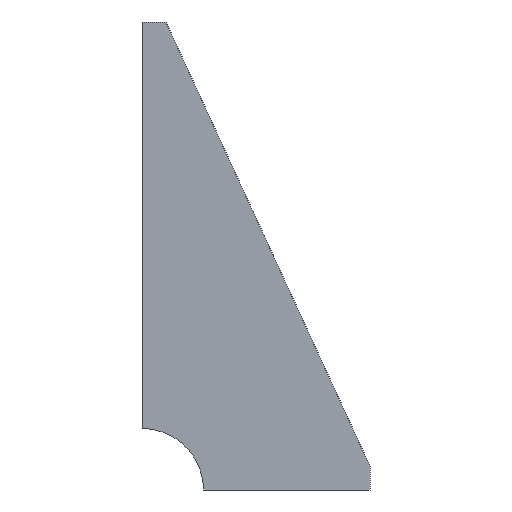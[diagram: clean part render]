
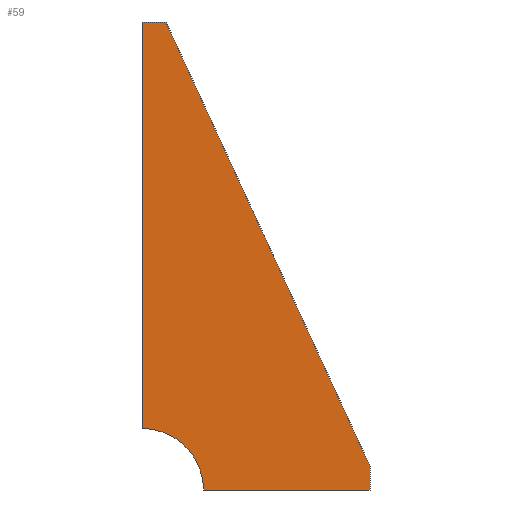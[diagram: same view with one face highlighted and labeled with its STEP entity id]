
A CAD part, left-side view. The second image highlights one B-rep face of the part: STEP entity #59.
In plain terms, the highlighted planar face has unit normal (-1, 0, 0).
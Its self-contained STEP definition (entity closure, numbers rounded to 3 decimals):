
#59=ADVANCED_FACE('',(#112),#113,.F.);
#112=FACE_OUTER_BOUND('',#156,.T.);
#113=PLANE('',#157);
#156=EDGE_LOOP('',(#255,#256,#257,#258,#259,#260));
#157=AXIS2_PLACEMENT_3D('',#261,#262,#263);
#255=ORIENTED_EDGE('',*,*,#302,.T.);
#256=ORIENTED_EDGE('',*,*,#287,.T.);
#257=ORIENTED_EDGE('',*,*,#291,.T.);
#258=ORIENTED_EDGE('',*,*,#282,.T.);
#259=ORIENTED_EDGE('',*,*,#295,.T.);
#260=ORIENTED_EDGE('',*,*,#299,.T.);
#261=CARTESIAN_POINT('',(-14.0,-19.718,50.376));
#262=DIRECTION('',(1.0,0.0,-0.0));
#263=DIRECTION('',(0.0,0.0,1.0));
#282=EDGE_CURVE('',#332,#330,#333,.T.);
#287=EDGE_CURVE('',#341,#339,#342,.T.);
#291=EDGE_CURVE('',#339,#332,#346,.T.);
#295=EDGE_CURVE('',#330,#350,#352,.T.);
#299=EDGE_CURVE('',#350,#356,#358,.T.);
#302=EDGE_CURVE('',#356,#341,#361,.T.);
#330=VERTEX_POINT('',#398);
#332=VERTEX_POINT('',#401);
#333=LINE('',#402,#403);
#339=VERTEX_POINT('',#411);
#341=VERTEX_POINT('',#414);
#342=LINE('',#415,#416);
#346=LINE('',#422,#423);
#350=VERTEX_POINT('',#428);
#352=LINE('',#431,#432);
#356=VERTEX_POINT('',#437);
#358=LINE('',#440,#441);
#361=CIRCLE('',#444,15.4);
#398=CARTESIAN_POINT('',(-14.0,-6.0,117.0));
#401=CARTESIAN_POINT('',(-14.0,-57.0,6.0));
#402=CARTESIAN_POINT('',(-14.0,-57.0,6.0));
#403=VECTOR('',#464,1.0);
#411=CARTESIAN_POINT('',(-14.0,-57.0,0.0));
#414=CARTESIAN_POINT('',(-14.0,-15.4,0.));
#415=CARTESIAN_POINT('',(-14.0,-15.4,0.0));
#416=VECTOR('',#468,1.0);
#422=CARTESIAN_POINT('',(-14.0,-57.0,0.0));
#423=VECTOR('',#471,1.0);
#428=CARTESIAN_POINT('',(-14.0,0.0,117.0));
#431=CARTESIAN_POINT('',(-14.0,-6.0,117.0));
#432=VECTOR('',#474,1.0);
#437=CARTESIAN_POINT('',(-14.0,0.0,15.4));
#440=CARTESIAN_POINT('',(-14.0,0.0,117.0));
#441=VECTOR('',#477,1.0);
#444=AXIS2_PLACEMENT_3D('',#481,#482,#483);
#464=DIRECTION('',(0.0,0.418,0.909));
#468=DIRECTION('',(0.0,-1.0,0.0));
#471=DIRECTION('',(0.0,0.0,1.0));
#474=DIRECTION('',(0.0,1.0,0.0));
#477=DIRECTION('',(0.0,0.0,-1.0));
#481=CARTESIAN_POINT('',(-14.0,0.,0.0));
#482=DIRECTION('',(1.0,0.0,-0.0));
#483=DIRECTION('',(0.0,0.,1.0));
